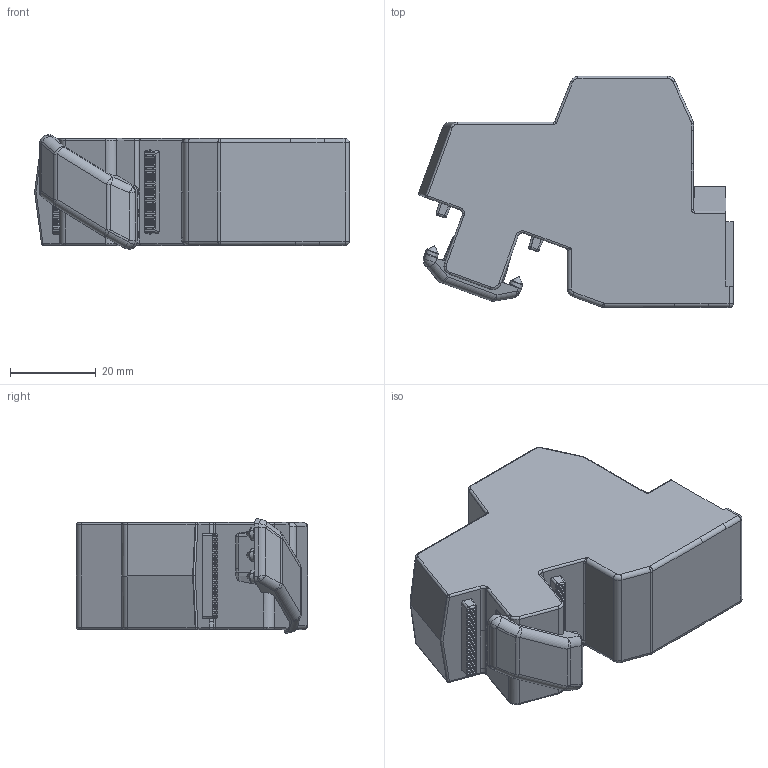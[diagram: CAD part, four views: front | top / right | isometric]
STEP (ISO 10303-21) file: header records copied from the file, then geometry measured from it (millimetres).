
FILE_DESCRIPTION(/* description */ (''),/* implementation_level */ '2;1');
FILE_NAME(/* name */ 'ad95_Dummy2.stp',/* time_stamp */ '2017-02-16T09:13:32+01:00',/* author */ (''),/* organization */ (''),/* preprocessor_version */ 'ST-DEVELOPER v16',/* originating_system */ 'SIEMENS PLM Software NX 11.0',/* authorisation */ '');
FILE_SCHEMA (('AP203_CONFIGURATION_CONTROLLED_3D_DESIGN_OF_MECHANICAL_PARTS_AND_ASSEMBLIES_MIM_LF { 1 0 10303 403 2 1 2}'));
Length unit declared in the file: millimetre
Products named in the file (1): admi09542833gjcg
Bounding box: 73.52 x 54 x 26.77 mm (x, y, z)
Volume: 67889.6 mm3; surface area: 13757.5 mm2
Topology: 1 solids, 2 shells, 576 faces, 1617 edges, 1040 vertices
Faces by surface type: cylinder 283, plane 155, torus 50, bspline 34, sphere 25, cone 21, extrusion 4, revolution 4
Entity records: 24530 total; most frequent: CARTESIAN_POINT 7769, ORIENTED_EDGE 3210, DIRECTION 2433, EDGE_CURVE 1605, VERTEX_POINT 1040, AXIS2_PLACEMENT_3D 925, B_SPLINE_CURVE_WITH_KNOTS 619, EDGE_LOOP 585
